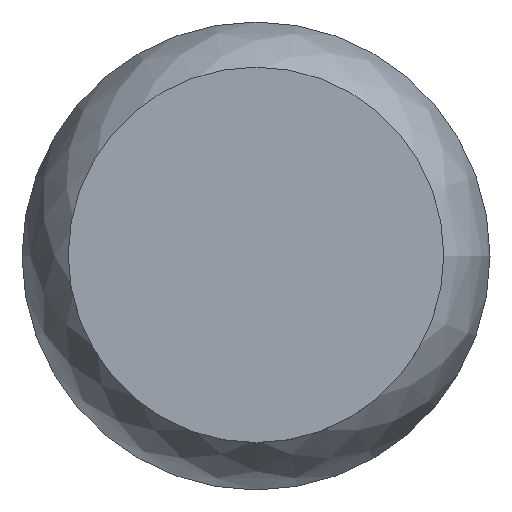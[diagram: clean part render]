
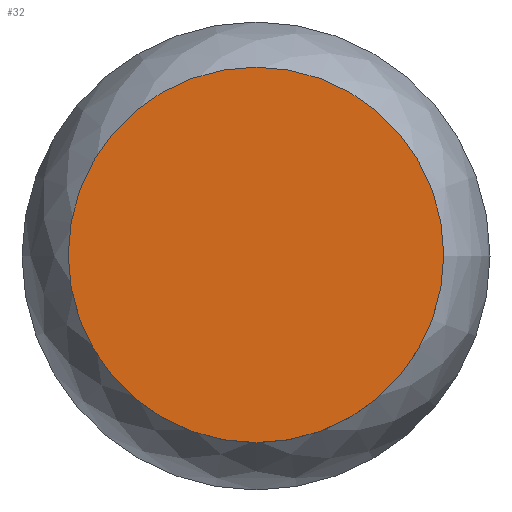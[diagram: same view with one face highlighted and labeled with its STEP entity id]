
A CAD part, top view. The second image highlights one B-rep face of the part: STEP entity #32.
In plain terms, the highlighted face is planar.
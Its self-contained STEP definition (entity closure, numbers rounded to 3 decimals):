
#32 = ADVANCED_FACE('',(#33),#46,.T.);
#33 = FACE_BOUND('',#34,.F.);
#34 = EDGE_LOOP('',(#35));
#35 = ORIENTED_EDGE('',*,*,#36,.F.);
#36 = EDGE_CURVE('',#37,#37,#39,.T.);
#37 = VERTEX_POINT('',#38);
#38 = CARTESIAN_POINT('',(3.65,12.3,0.));
#39 = SURFACE_CURVE('',#40,(#45,#57),.PCURVE_S1.);
#40 = CIRCLE('',#41,3.65);
#41 = AXIS2_PLACEMENT_3D('',#42,#43,#44);
#42 = CARTESIAN_POINT('',(0.,12.3,0.));
#43 = DIRECTION('',(0.,1.,0.));
#44 = DIRECTION('',(1.,0.,0.));
#45 = PCURVE('',#46,#51);
#46 = PLANE('',#47);
#47 = AXIS2_PLACEMENT_3D('',#48,#49,#50);
#48 = CARTESIAN_POINT('',(0.,12.3,0.));
#49 = DIRECTION('',(0.,1.,0.));
#50 = DIRECTION('',(1.,0.,0.));
#51 = DEFINITIONAL_REPRESENTATION('',(#52),#56);
#52 = CIRCLE('',#53,3.65);
#53 = AXIS2_PLACEMENT_2D('',#54,#55);
#54 = CARTESIAN_POINT('',(0.,0.));
#55 = DIRECTION('',(1.,0.));
#56 = ( GEOMETRIC_REPRESENTATION_CONTEXT(2) 
PARAMETRIC_REPRESENTATION_CONTEXT() REPRESENTATION_CONTEXT('2D SPACE',''
  ) );
#57 = PCURVE('',#58,#63);
#58 = CYLINDRICAL_SURFACE('',#59,3.65);
#59 = AXIS2_PLACEMENT_3D('',#60,#61,#62);
#60 = CARTESIAN_POINT('',(0.,12.3,0.));
#61 = DIRECTION('',(-0.,-1.,0.));
#62 = DIRECTION('',(1.,0.,0.));
#63 = DEFINITIONAL_REPRESENTATION('',(#64),#68);
#64 = LINE('',#65,#66);
#65 = CARTESIAN_POINT('',(-0.,0.));
#66 = VECTOR('',#67,1.);
#67 = DIRECTION('',(-1.,0.));
#68 = ( GEOMETRIC_REPRESENTATION_CONTEXT(2) 
PARAMETRIC_REPRESENTATION_CONTEXT() REPRESENTATION_CONTEXT('2D SPACE',''
  ) );
